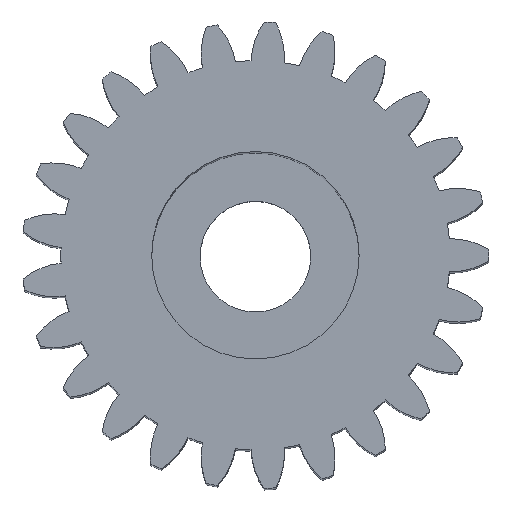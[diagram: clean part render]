
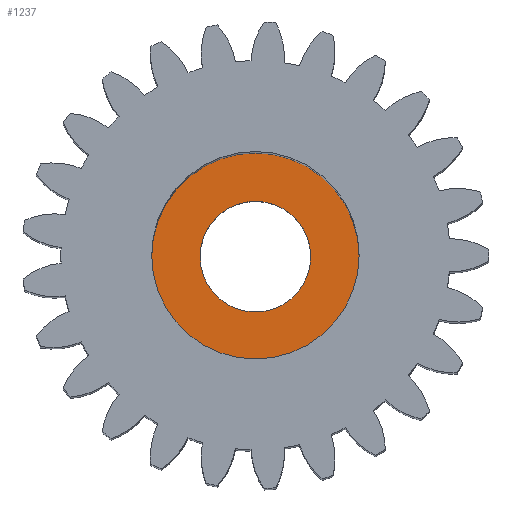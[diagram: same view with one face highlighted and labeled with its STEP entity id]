
A CAD part, top view. The second image highlights one B-rep face of the part: STEP entity #1237.
In plain terms, the highlighted planar face has unit normal (0, 0, 1).
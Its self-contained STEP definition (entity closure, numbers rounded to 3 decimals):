
#49 = DIRECTION ( 'NONE',  ( 0., 0., -1. ) ) ;
#392 = ORIENTED_EDGE ( 'NONE', *, *, #778, .F. ) ;
#578 = CIRCLE ( 'NONE', #3895, 1.6 ) ;
#586 = EDGE_LOOP ( 'NONE', ( #1476, #1233 ) ) ;
#652 = DIRECTION ( 'NONE',  ( -1., 0., 0. ) ) ;
#778 = EDGE_CURVE ( 'NONE', #3313, #2285, #578, .T. ) ;
#853 = EDGE_LOOP ( 'NONE', ( #3369, #392 ) ) ;
#948 = CARTESIAN_POINT ( 'NONE',  ( 0., 0., 1.5 ) ) ;
#983 = CARTESIAN_POINT ( 'NONE',  ( -3., 0., 1.5 ) ) ;
#1233 = ORIENTED_EDGE ( 'NONE', *, *, #2499, .T. ) ;
#1237 = ADVANCED_FACE ( 'NONE', ( #1552, #3130 ), #3784, .F. ) ;
#1476 = ORIENTED_EDGE ( 'NONE', *, *, #2863, .T. ) ;
#1522 = DIRECTION ( 'NONE',  ( 0., 0., 1. ) ) ;
#1552 = FACE_BOUND ( 'NONE', #853, .T. ) ;
#1622 = DIRECTION ( 'NONE',  ( 0., 0., 1. ) ) ;
#1647 = VERTEX_POINT ( 'NONE', #983 ) ;
#1652 = CARTESIAN_POINT ( 'NONE',  ( 3., 0., 1.5 ) ) ;
#1690 = CARTESIAN_POINT ( 'NONE',  ( -1.6, 0., 1.5 ) ) ;
#1965 = VERTEX_POINT ( 'NONE', #1652 ) ;
#2088 = CARTESIAN_POINT ( 'NONE',  ( 0., 0., 1.5 ) ) ;
#2100 = CIRCLE ( 'NONE', #2819, 1.6 ) ;
#2285 = VERTEX_POINT ( 'NONE', #2727 ) ;
#2409 = EDGE_CURVE ( 'NONE', #2285, #3313, #2100, .T. ) ;
#2477 = DIRECTION ( 'NONE',  ( -1., 0., 0. ) ) ;
#2499 = EDGE_CURVE ( 'NONE', #1647, #1965, #3006, .T. ) ;
#2504 = AXIS2_PLACEMENT_3D ( 'NONE', #3189, #1622, #652 ) ;
#2727 = CARTESIAN_POINT ( 'NONE',  ( 1.6, 0., 1.5 ) ) ;
#2819 = AXIS2_PLACEMENT_3D ( 'NONE', #3161, #3402, #3142 ) ;
#2863 = EDGE_CURVE ( 'NONE', #1965, #1647, #3209, .T. ) ;
#2937 = AXIS2_PLACEMENT_3D ( 'NONE', #948, #3428, #3122 ) ;
#3006 = CIRCLE ( 'NONE', #2937, 3. ) ;
#3122 = DIRECTION ( 'NONE',  ( -1., 0., 0. ) ) ;
#3130 = FACE_OUTER_BOUND ( 'NONE', #586, .T. ) ;
#3142 = DIRECTION ( 'NONE',  ( 1., 0., 0. ) ) ;
#3161 = CARTESIAN_POINT ( 'NONE',  ( 0., 0., 1.5 ) ) ;
#3189 = CARTESIAN_POINT ( 'NONE',  ( 0., 0., 1.5 ) ) ;
#3209 = CIRCLE ( 'NONE', #2504, 3. ) ;
#3291 = AXIS2_PLACEMENT_3D ( 'NONE', #3438, #49, #2477 ) ;
#3313 = VERTEX_POINT ( 'NONE', #1690 ) ;
#3369 = ORIENTED_EDGE ( 'NONE', *, *, #2409, .F. ) ;
#3402 = DIRECTION ( 'NONE',  ( 0., 0., 1. ) ) ;
#3428 = DIRECTION ( 'NONE',  ( 0., 0., 1. ) ) ;
#3438 = CARTESIAN_POINT ( 'NONE',  ( 0., 0., 1.5 ) ) ;
#3654 = DIRECTION ( 'NONE',  ( 1., 0., 0. ) ) ;
#3784 = PLANE ( 'NONE',  #3291 ) ;
#3895 = AXIS2_PLACEMENT_3D ( 'NONE', #2088, #1522, #3654 ) ;
